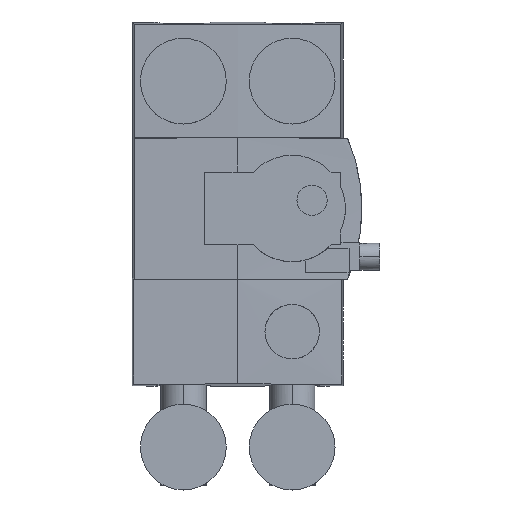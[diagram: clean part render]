
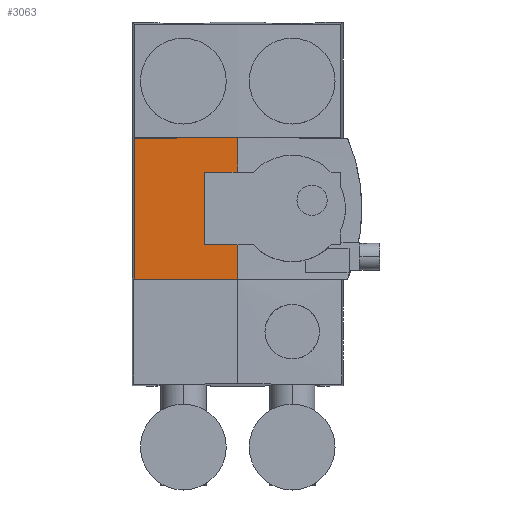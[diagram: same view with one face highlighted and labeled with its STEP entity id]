
A CAD part, top view. The second image highlights one B-rep face of the part: STEP entity #3063.
In plain terms, the highlighted cylindrical face has radius 2000 mm (diameter 4000 mm), a partial arc.
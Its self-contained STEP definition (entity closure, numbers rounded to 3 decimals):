
#114 = VERTEX_POINT ( 'NONE', #3382 ) ;
#145 = CARTESIAN_POINT ( 'NONE',  ( -85.63, -57., 38.166 ) ) ;
#388 = DIRECTION ( 'NONE',  ( 0., 1., 0. ) ) ;
#455 = CARTESIAN_POINT ( 'NONE',  ( 0., 58.397, 40. ) ) ;
#587 = ORIENTED_EDGE ( 'NONE', *, *, #3088, .F. ) ;
#1228 = CARTESIAN_POINT ( 'NONE',  ( -85.63, -58.333, 38.166 ) ) ;
#1470 = DIRECTION ( 'NONE',  ( 0., 1., 0. ) ) ;
#1861 = CARTESIAN_POINT ( 'NONE',  ( 0., 58.397, 40. ) ) ;
#1938 =( BOUNDED_CURVE ( )  B_SPLINE_CURVE ( 3, ( #7277, #7328, #3479, #8864 ),
 .UNSPECIFIED., .F., .T. ) 
 B_SPLINE_CURVE_WITH_KNOTS ( ( 4, 4 ),
 ( 3.099, 3.142 ),
 .UNSPECIFIED. ) 
 CURVE ( )  GEOMETRIC_REPRESENTATION_ITEM ( )  RATIONAL_B_SPLINE_CURVE ( ( 1., 1., 1., 1. ) ) 
 REPRESENTATION_ITEM ( '' )  );
#2419 = VERTEX_POINT ( 'NONE', #455 ) ;
#2482 = CARTESIAN_POINT ( 'NONE',  ( -85.603, 58.333, 38.167 ) ) ;
#2657 = DIRECTION ( 'NONE',  ( 0., 0., 1. ) ) ;
#2928 = ORIENTED_EDGE ( 'NONE', *, *, #9524, .F. ) ;
#3063 = ADVANCED_FACE ( 'NONE', ( #7654 ), #6896, .T. ) ;
#3088 = EDGE_CURVE ( 'NONE', #4900, #2419, #8053, .T. ) ;
#3104 = AXIS2_PLACEMENT_3D ( 'NONE', #3108, #388, #2657 ) ;
#3106 = LINE ( 'NONE', #145, #5105 ) ;
#3108 = CARTESIAN_POINT ( 'NONE',  ( 0., -57., -1960. ) ) ;
#3123 = CARTESIAN_POINT ( 'NONE',  ( -85.589, 58.333, 38.168 ) ) ;
#3207 = DIRECTION ( 'NONE',  ( 0., 1., 0. ) ) ;
#3382 = CARTESIAN_POINT ( 'NONE',  ( 0., -58.397, 40. ) ) ;
#3479 = CARTESIAN_POINT ( 'NONE',  ( -28.554, -58.397, 40. ) ) ;
#4019 = CARTESIAN_POINT ( 'NONE',  ( -85.63, 58.333, 38.166 ) ) ;
#4549 = LINE ( 'NONE', #6155, #6391 ) ;
#4808 = EDGE_LOOP ( 'NONE', ( #8530, #7091, #587, #9033, #2928 ) ) ;
#4900 = VERTEX_POINT ( 'NONE', #7713 ) ;
#4993 = CARTESIAN_POINT ( 'NONE',  ( -57.075, 58.375, 39.389 ) ) ;
#5105 = VECTOR ( 'NONE', #1470, 1000. ) ;
#5707 = EDGE_CURVE ( 'NONE', #8479, #4900, #8581, .T. ) ;
#6155 = CARTESIAN_POINT ( 'NONE',  ( 0., -57., 40. ) ) ;
#6391 = VECTOR ( 'NONE', #3207, 1000. ) ;
#6539 = CARTESIAN_POINT ( 'NONE',  ( -85.589, 58.333, 38.168 ) ) ;
#6896 = CYLINDRICAL_SURFACE ( 'NONE', #3104, 2000. ) ;
#7068 = CARTESIAN_POINT ( 'NONE',  ( -85.616, 58.333, 38.167 ) ) ;
#7091 = ORIENTED_EDGE ( 'NONE', *, *, #9530, .T. ) ;
#7277 = CARTESIAN_POINT ( 'NONE',  ( -85.63, -58.333, 38.166 ) ) ;
#7327 = VERTEX_POINT ( 'NONE', #1228 ) ;
#7328 = CARTESIAN_POINT ( 'NONE',  ( -57.102, -58.375, 39.389 ) ) ;
#7654 = FACE_OUTER_BOUND ( 'NONE', #4808, .T. ) ;
#7713 = CARTESIAN_POINT ( 'NONE',  ( -85.589, 58.333, 38.168 ) ) ;
#8012 = EDGE_CURVE ( 'NONE', #7327, #114, #1938, .T. ) ;
#8053 =( BOUNDED_CURVE ( )  B_SPLINE_CURVE ( 3, ( #6539, #4993, #8697, #1861 ),
 .UNSPECIFIED., .F., .T. ) 
 B_SPLINE_CURVE_WITH_KNOTS ( ( 4, 4 ),
 ( 6.24, 6.283 ),
 .UNSPECIFIED. ) 
 CURVE ( )  GEOMETRIC_REPRESENTATION_ITEM ( )  RATIONAL_B_SPLINE_CURVE ( ( 1., 1., 1., 1. ) ) 
 REPRESENTATION_ITEM ( '' )  );
#8479 = VERTEX_POINT ( 'NONE', #8937 ) ;
#8530 = ORIENTED_EDGE ( 'NONE', *, *, #8012, .T. ) ;
#8581 = B_SPLINE_CURVE_WITH_KNOTS ( 'NONE', 3,
 ( #4019, #7068, #2482, #3123 ),
 .UNSPECIFIED., .F., .F.,
 ( 4, 4 ),
 ( 6.24, 6.24 ),
 .UNSPECIFIED. ) ;
#8697 = CARTESIAN_POINT ( 'NONE',  ( -28.541, 58.397, 40. ) ) ;
#8864 = CARTESIAN_POINT ( 'NONE',  ( 0., -58.397, 40. ) ) ;
#8937 = CARTESIAN_POINT ( 'NONE',  ( -85.63, 58.333, 38.166 ) ) ;
#9033 = ORIENTED_EDGE ( 'NONE', *, *, #5707, .F. ) ;
#9524 = EDGE_CURVE ( 'NONE', #7327, #8479, #3106, .T. ) ;
#9530 = EDGE_CURVE ( 'NONE', #114, #2419, #4549, .T. ) ;
